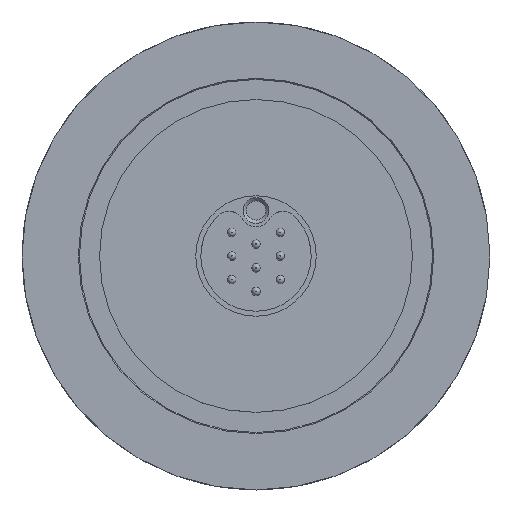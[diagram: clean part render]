
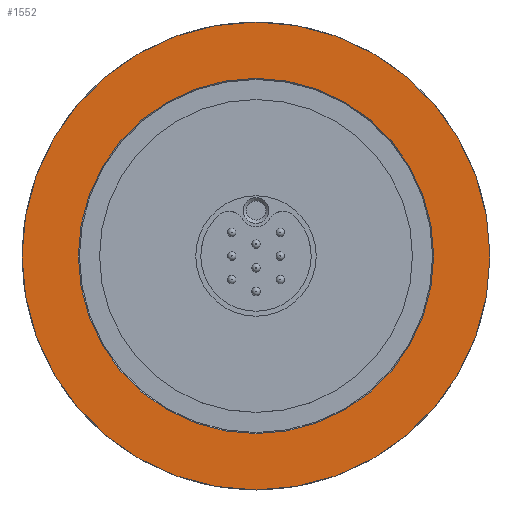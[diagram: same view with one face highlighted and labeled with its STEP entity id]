
A CAD part, top view. The second image highlights one B-rep face of the part: STEP entity #1552.
In plain terms, the highlighted planar face has unit normal (0, 0, 1).
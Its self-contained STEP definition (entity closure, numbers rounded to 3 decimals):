
#4 = VERTEX_POINT ( 'NONE', #492 ) ;
#117 = DIRECTION ( 'NONE',  ( 0., 0., -1. ) ) ;
#175 = PLANE ( 'NONE',  #542 ) ;
#406 = EDGE_LOOP ( 'NONE', ( #1382 ) ) ;
#409 = ORIENTED_EDGE ( 'NONE', *, *, #776, .T. ) ;
#430 = CARTESIAN_POINT ( 'NONE',  ( 27.432, 0., 0. ) ) ;
#492 = CARTESIAN_POINT ( 'NONE',  ( 20.828, 0., 0. ) ) ;
#542 = AXIS2_PLACEMENT_3D ( 'NONE', #1577, #1015, #874 ) ;
#575 = VERTEX_POINT ( 'NONE', #430 ) ;
#605 = FACE_OUTER_BOUND ( 'NONE', #406, .T. ) ;
#688 = FACE_BOUND ( 'NONE', #1642, .T. ) ;
#776 = EDGE_CURVE ( 'NONE', #4, #4, #890, .T. ) ;
#874 = DIRECTION ( 'NONE',  ( 1., 0., 0. ) ) ;
#890 = CIRCLE ( 'NONE', #1746, 20.828 ) ;
#950 = EDGE_CURVE ( 'NONE', #575, #575, #1808, .T. ) ;
#970 = CARTESIAN_POINT ( 'NONE',  ( 0., 0., 0. ) ) ;
#1015 = DIRECTION ( 'NONE',  ( 0., 0., 1. ) ) ;
#1025 = CARTESIAN_POINT ( 'NONE',  ( 0., 0., 0. ) ) ;
#1124 = AXIS2_PLACEMENT_3D ( 'NONE', #1025, #1727, #1174 ) ;
#1174 = DIRECTION ( 'NONE',  ( 1., 0., 0. ) ) ;
#1382 = ORIENTED_EDGE ( 'NONE', *, *, #950, .T. ) ;
#1383 = DIRECTION ( 'NONE',  ( 1., 0., 0. ) ) ;
#1552 = ADVANCED_FACE ( 'NONE', ( #688, #605 ), #175, .T. ) ;
#1577 = CARTESIAN_POINT ( 'NONE',  ( 20.701, 0., 0. ) ) ;
#1642 = EDGE_LOOP ( 'NONE', ( #409 ) ) ;
#1727 = DIRECTION ( 'NONE',  ( 0., 0., 1. ) ) ;
#1746 = AXIS2_PLACEMENT_3D ( 'NONE', #970, #117, #1383 ) ;
#1808 = CIRCLE ( 'NONE', #1124, 27.432 ) ;
